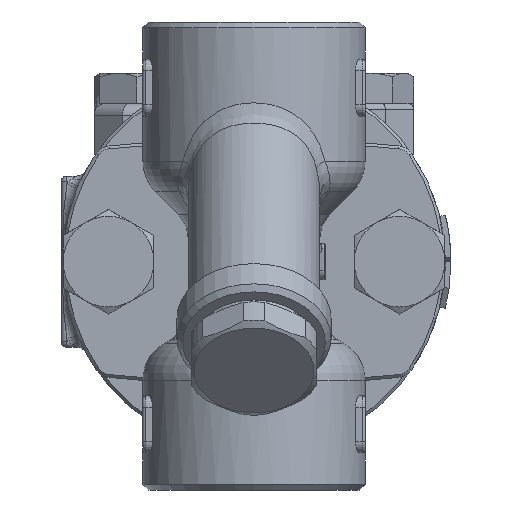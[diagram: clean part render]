
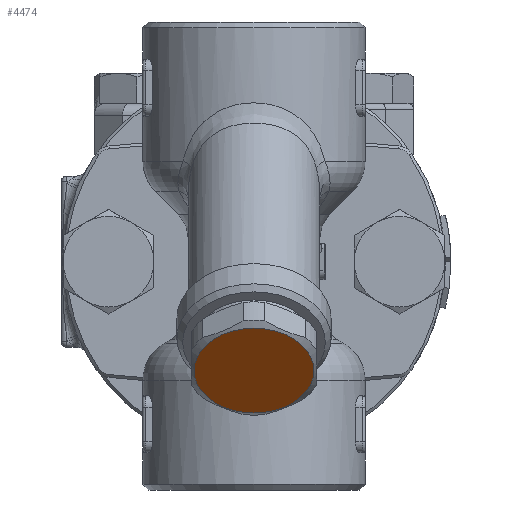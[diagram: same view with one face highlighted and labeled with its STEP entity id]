
A CAD part, left-side view. The second image highlights one B-rep face of the part: STEP entity #4474.
In plain terms, the highlighted planar face has unit normal (-0.707, 0, -0.707).
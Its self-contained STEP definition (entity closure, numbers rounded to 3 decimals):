
#3941=CARTESIAN_POINT('',(-133.708,0.0,-27.159));
#3942=VERTEX_POINT('',#3941);
#3943=CARTESIAN_POINT('',(-126.283,0.0,-34.583));
#3944=DIRECTION('',(-0.707,0.,-0.707));
#3945=DIRECTION('',(-0.707,0.0,0.707));
#3946=AXIS2_PLACEMENT_3D('',#3943,#3944,#3945);
#3947=CIRCLE('',#3946,10.5);
#3948=EDGE_CURVE('',#3942,#3942,#3947,.T.);
#4466=CARTESIAN_POINT('',(-126.283,0.,-34.583));
#4467=DIRECTION('',(0.707,0.,0.707));
#4468=DIRECTION('',(0.707,0.0,-0.707));
#4469=AXIS2_PLACEMENT_3D('',#4466,#4467,#4468);
#4470=PLANE('',#4469);
#4471=ORIENTED_EDGE('',*,*,#3948,.T.);
#4472=EDGE_LOOP('',(#4471));
#4473=FACE_OUTER_BOUND('',#4472,.T.);
#4474=ADVANCED_FACE('',(#4473),#4470,.F.);
